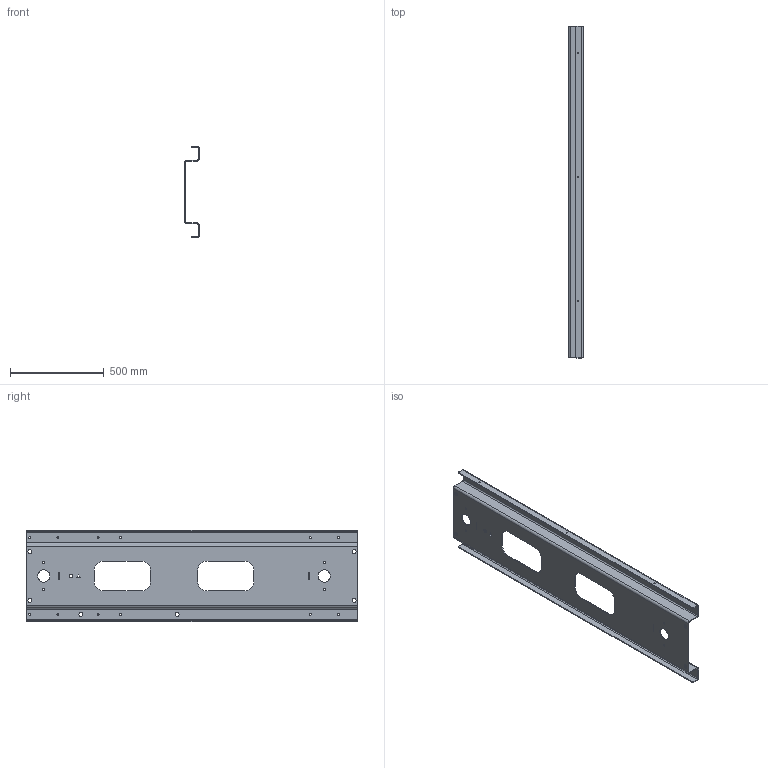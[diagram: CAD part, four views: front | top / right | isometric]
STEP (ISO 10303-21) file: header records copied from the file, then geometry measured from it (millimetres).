
FILE_DESCRIPTION(('Creo Elements/Direct Modeling STEP Export'),'2;1');
FILE_NAME('model.step','2020-02-14T13:52:47',(''),(''),'PTC Creo Elements/Direct Modeling STEP processor for AP214 (Solid Model)','PTC Creo Elements/Direct Modeling 19.0D 23-Nov-2015 (C) Parametric Technology GmbH','');
FILE_SCHEMA(('AUTOMOTIVE_DESIGN { 1 0 10303 214 1 1 1 1 }'));
Length unit declared in the file: millimetre
Products named in the file (1): u_profiel
Bounding box: 80 x 1770 x 490 mm (x, y, z)
Volume: 5640879.6 mm3; surface area: 2297867.3 mm2
Topology: 1 solids, 1 shells, 126 faces, 372 edges, 248 vertices
Faces by surface type: cylinder 77, plane 49
Entity records: 4182 total; most frequent: ORIENTED_EDGE 744, CARTESIAN_POINT 697, DIRECTION 680, EDGE_CURVE 372, VERTEX_POINT 248, AXIS2_PLACEMENT_3D 231, VECTOR 218, LINE 218
